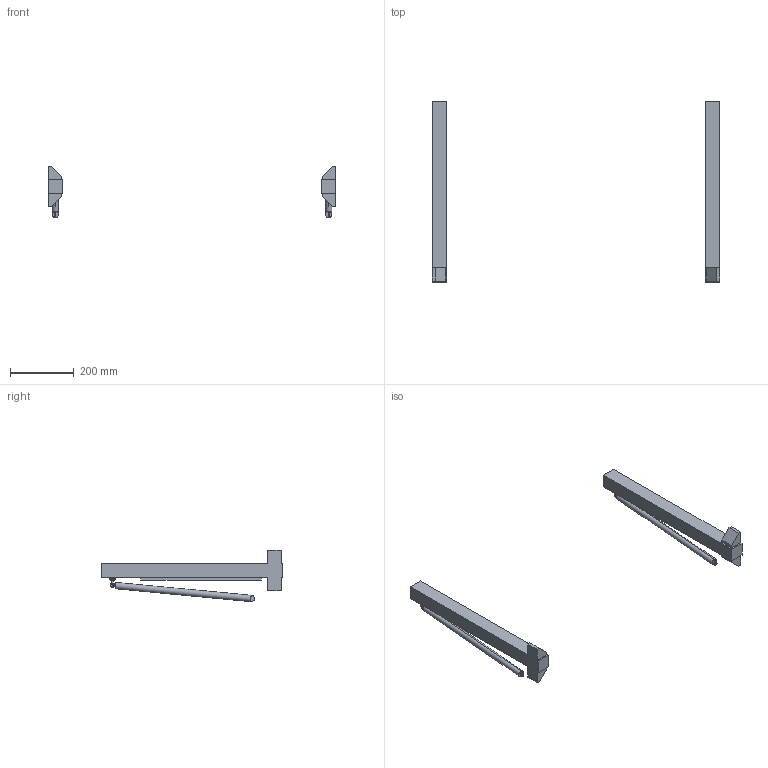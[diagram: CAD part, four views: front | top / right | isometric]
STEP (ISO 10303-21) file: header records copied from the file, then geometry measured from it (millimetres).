
FILE_DESCRIPTION(('STEP AP214'),'1');
FILE_NAME('cctmp_CA2F157D-B831-4027-A620-D837F33EF9D2_2024_07_17_16_23_59_0352_16312..stp','2024-07-17T14:23:59',('Bosch Rexroth AG'),('CADClick - www.CADClick.com'),'Spatial InterOp 3D',' ','unknown authorization - (Healing Option Enabled)');
FILE_SCHEMA(('AUTOMOTIVE_DESIGN'));
Length unit declared in the file: millimetre
Products named in the file (2): 1; 2
Bounding box: 900 x 568 x 160.75 mm (x, y, z)
Volume: 2882941.5 mm3; surface area: 302763.6 mm2
Topology: 2 solids, 2 shells, 116 faces, 294 edges, 188 vertices
Faces by surface type: plane 82, cylinder 24, sphere 10
Entity records: 4419 total; most frequent: DIRECTION 618, CARTESIAN_POINT 592, ORIENTED_EDGE 572, EDGE_CURVE 286, AXIS2_PLACEMENT_3D 214, LINE 190, VECTOR 190, VERTEX_POINT 188
